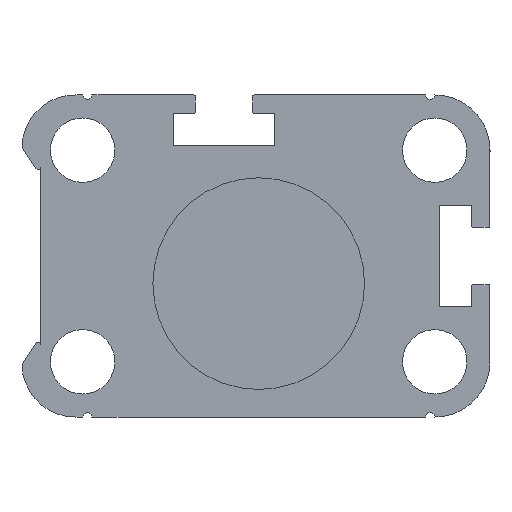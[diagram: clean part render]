
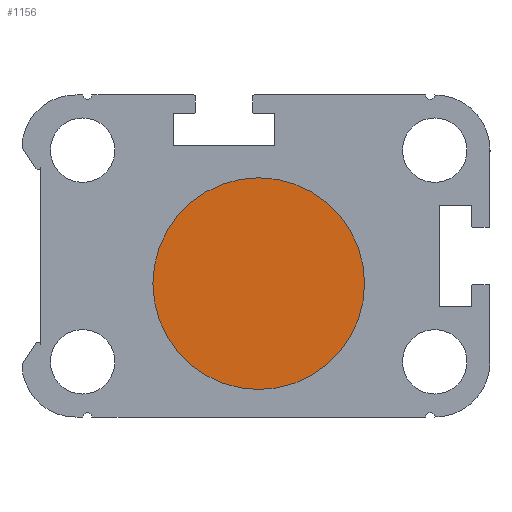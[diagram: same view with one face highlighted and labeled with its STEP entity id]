
A CAD part, left-side view. The second image highlights one B-rep face of the part: STEP entity #1156.
In plain terms, the highlighted planar face has unit normal (-1, 0, 0).
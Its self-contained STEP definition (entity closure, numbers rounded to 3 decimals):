
#1156 = ADVANCED_FACE ( 'NONE', ( #8718 ), #15864, .F. ) ;
#1380 = DIRECTION ( 'NONE',  ( 1., 0., 0. ) ) ;
#2128 = EDGE_CURVE ( 'NONE', #16786, #8059, #16704, .T. ) ;
#3808 = DIRECTION ( 'NONE',  ( 1., 0., 0. ) ) ;
#4138 = AXIS2_PLACEMENT_3D ( 'NONE', #12304, #1380, #14139 ) ;
#4288 = CARTESIAN_POINT ( 'NONE',  ( -8., 1477.086, -3008.87 ) ) ;
#6624 = AXIS2_PLACEMENT_3D ( 'NONE', #14701, #3808, #16537 ) ;
#7835 = ORIENTED_EDGE ( 'NONE', *, *, #7912, .F. ) ;
#7900 = AXIS2_PLACEMENT_3D ( 'NONE', #16343, #16917, #16997 ) ;
#7912 = EDGE_CURVE ( 'NONE', #8059, #16786, #19935, .T. ) ;
#8059 = VERTEX_POINT ( 'NONE', #4288 ) ;
#8718 = FACE_OUTER_BOUND ( 'NONE', #12659, .T. ) ;
#10359 = ORIENTED_EDGE ( 'NONE', *, *, #2128, .F. ) ;
#12304 = CARTESIAN_POINT ( 'NONE',  ( -8., 1477.086, -2997.37 ) ) ;
#12659 = EDGE_LOOP ( 'NONE', ( #7835, #10359 ) ) ;
#14139 = DIRECTION ( 'NONE',  ( 0., 0., -1. ) ) ;
#14701 = CARTESIAN_POINT ( 'NONE',  ( -8., 1477.086, -2997.37 ) ) ;
#15864 = PLANE ( 'NONE',  #7900 ) ;
#16089 = CARTESIAN_POINT ( 'NONE',  ( -8., 1477.086, -2985.87 ) ) ;
#16343 = CARTESIAN_POINT ( 'NONE',  ( -8., 1477.086, -2997.37 ) ) ;
#16537 = DIRECTION ( 'NONE',  ( 0., 0., -1. ) ) ;
#16704 = CIRCLE ( 'NONE', #4138, 11.5 ) ;
#16786 = VERTEX_POINT ( 'NONE', #16089 ) ;
#16917 = DIRECTION ( 'NONE',  ( 1., 0., 0. ) ) ;
#16997 = DIRECTION ( 'NONE',  ( 0., 0., -1. ) ) ;
#19935 = CIRCLE ( 'NONE', #6624, 11.5 ) ;
